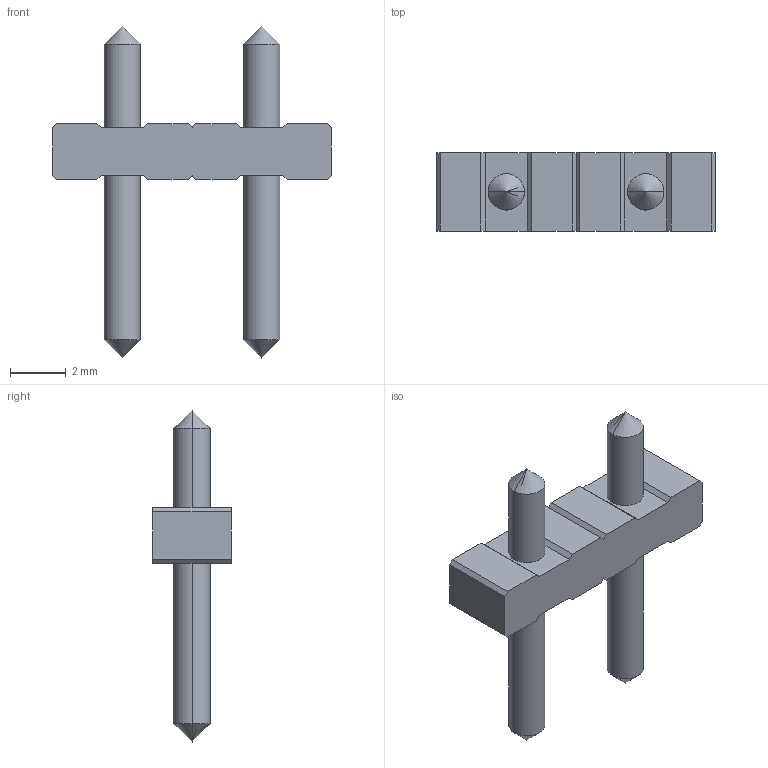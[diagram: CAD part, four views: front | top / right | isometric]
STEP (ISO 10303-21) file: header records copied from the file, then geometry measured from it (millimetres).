
FILE_DESCRIPTION (( 'STEP AP214' ), '1' );
FILE_NAME ('conector - DG332J-5.0.STEP', '2021-11-05T13:12:35', ( '' ), ( '' ), 'SwSTEP 2.0', 'SolidWorks 2020', '' );
FILE_SCHEMA (( 'AUTOMOTIVE_DESIGN' ));
Length unit declared in the file: millimetre
Products named in the file (1): conector - DG332J-5.0
Bounding box: 10 x 2.8 x 11.9 mm (x, y, z)
Volume: 77.8 mm3; surface area: 181 mm2
Topology: 1 solids, 1 shells, 48 faces, 130 edges, 80 vertices
Faces by surface type: plane 32, cone 8, cylinder 8
Entity records: 1816 total; most frequent: CARTESIAN_POINT 251, ORIENTED_EDGE 244, DIRECTION 236, EDGE_CURVE 122, VECTOR 106, LINE 106, VERTEX_POINT 80, AXIS2_PLACEMENT_3D 65
